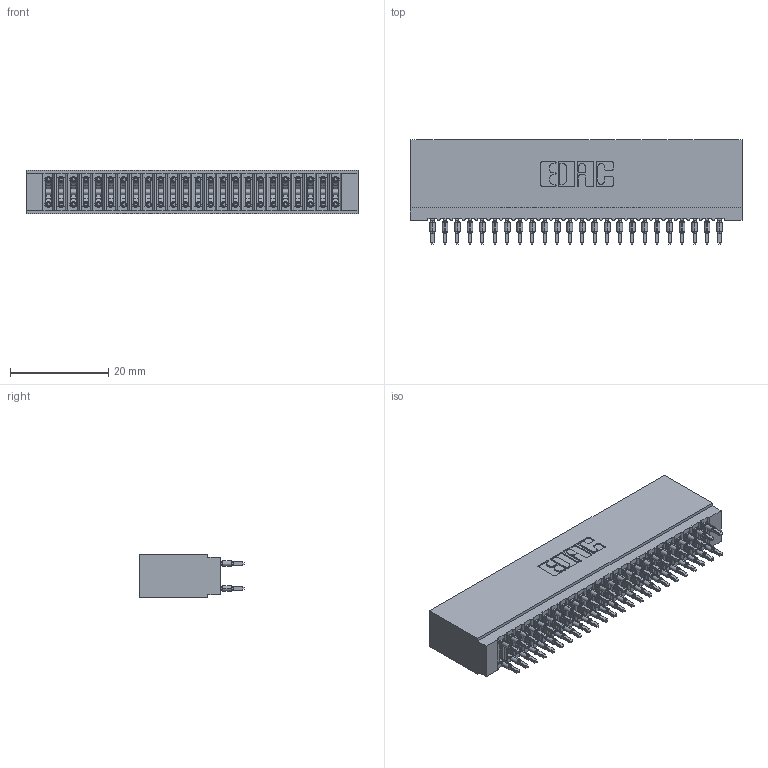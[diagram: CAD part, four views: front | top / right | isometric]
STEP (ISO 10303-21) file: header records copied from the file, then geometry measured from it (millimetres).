
FILE_DESCRIPTION (( 'STEP AP203' ), '1' );
FILE_NAME ('745-048-520-201.STEP', '2026-02-26T18:03:07', ( '' ), ( '' ), 'SwSTEP 2.0', 'SolidWorks 2023', '' );
FILE_SCHEMA (( 'CONFIG_CONTROL_DESIGN' ));
Length unit declared in the file: millimetre
Products named in the file (3): 745 Part_Insulator Option - 01; 745-048-520-201; 745-292-001_520
Assembly tree (49 placements, depth 2):
  745-048-520-201
    745 Part_Insulator Option - 01
    745-292-001_520  x48
Bounding box: 67.56 x 21.22 x 8.89 mm (x, y, z)
Volume: 6153.8 mm3; surface area: 11871 mm2
Topology: 49 solids, 49 shells, 4391 faces, 11802 edges, 7420 vertices
Faces by surface type: plane 2263, bspline 960, cylinder 880, torus 288
Entity records: 42862 total; most frequent: CARTESIAN_POINT 7943, ORIENTED_EDGE 7342, DIRECTION 6429, EDGE_CURVE 3671, VECTOR 3345, LINE 3345, VERTEX_POINT 2344, AXIS2_PLACEMENT_3D 1542
